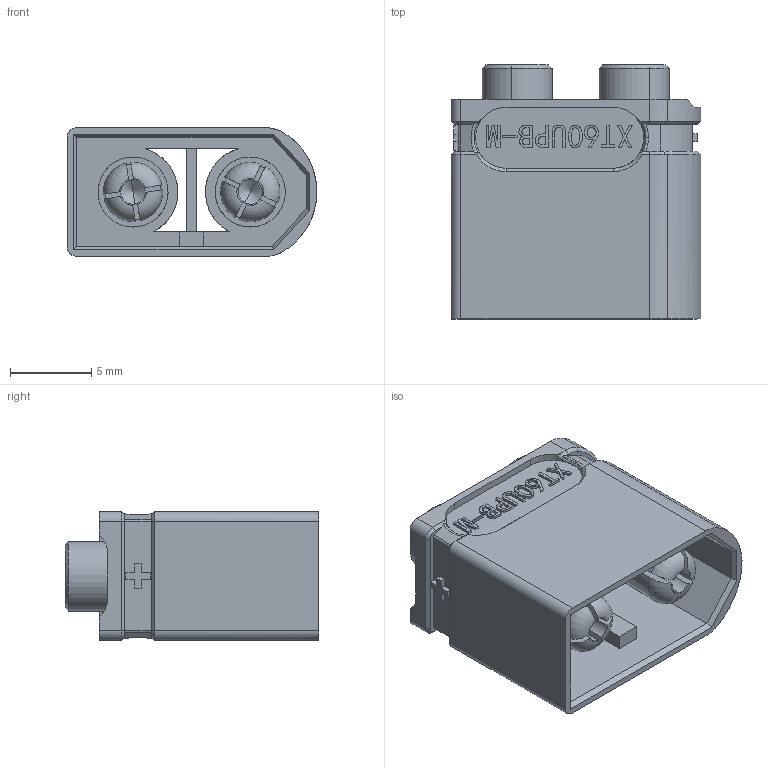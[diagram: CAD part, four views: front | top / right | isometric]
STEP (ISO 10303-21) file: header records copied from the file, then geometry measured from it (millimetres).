
FILE_DESCRIPTION (( 'STEP AP214' ), '1' );
FILE_NAME ('User Library-XT60UPB Fem Vert.STEP', '2024-03-03T02:41:55', ( '' ), ( '' ), 'SwSTEP 2.0', 'SolidWorks 2022', '' );
FILE_SCHEMA (( 'AUTOMOTIVE_DESIGN' ));
Length unit declared in the file: millimetre
Products named in the file (3): 60UPB-MTJ; XT60UPB-MËÜ¼þ-UL; User Library-XT60UPB Fem Vert
Assembly tree (3 placements, depth 2):
  User Library-XT60UPB Fem Vert
    XT60UPB-MËÜ¼þ-UL
    60UPB-MTJ  x2
Bounding box: 15.34 x 15.6 x 7.9 mm (x, y, z)
Volume: 743.3 mm3; surface area: 1924.2 mm2
Topology: 3 solids, 3 shells, 509 faces, 1356 edges, 887 vertices
Faces by surface type: plane 282, cylinder 153, bspline 34, cone 32, torus 8
Entity records: 22589 total; most frequent: CARTESIAN_POINT 6691, ORIENTED_EDGE 2496, DIRECTION 1687, EDGE_CURVE 1248, VERTEX_POINT 821, LINE 697, VECTOR 697, EDGE_LOOP 515
